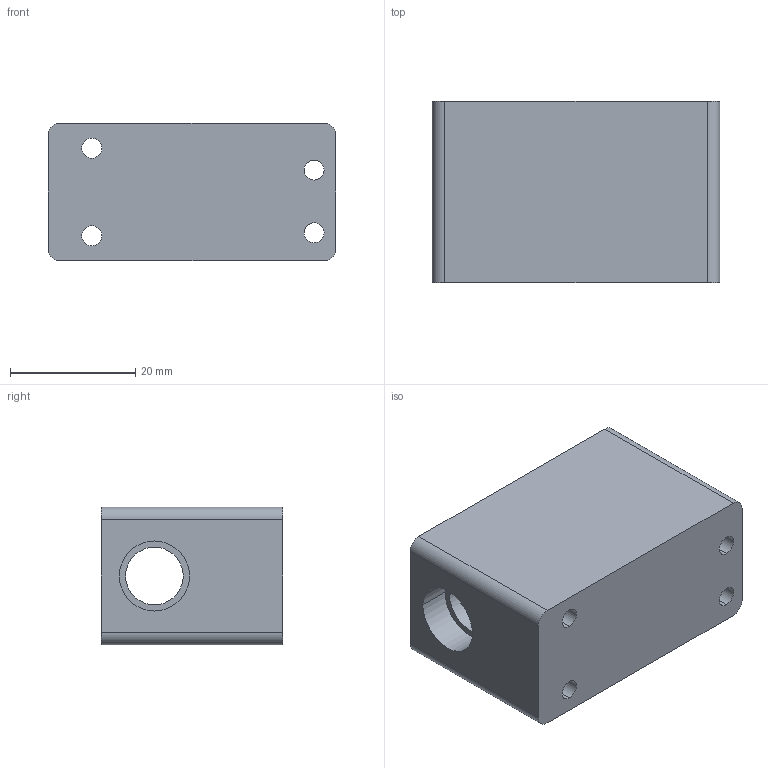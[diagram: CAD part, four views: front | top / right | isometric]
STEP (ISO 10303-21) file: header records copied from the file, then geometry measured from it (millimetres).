
FILE_DESCRIPTION (( 'STEP AP214' ), '1' );
FILE_NAME ('drum knee mount v2.STEP', '2024-05-09T04:26:16', ( '' ), ( '' ), 'SwSTEP 2.0', 'SolidWorks 2023', '' );
FILE_SCHEMA (( 'AUTOMOTIVE_DESIGN' ));
Length unit declared in the file: millimetre
Products named in the file (1): drum knee mount v2
Bounding box: 46 x 29 x 22 mm (x, y, z)
Volume: 21306.9 mm3; surface area: 9037.5 mm2
Topology: 1 solids, 1 shells, 35 faces, 89 edges, 58 vertices
Faces by surface type: cylinder 24, plane 9, cone 2
Entity records: 1282 total; most frequent: CARTESIAN_POINT 351, DIRECTION 199, ORIENTED_EDGE 178, EDGE_CURVE 89, AXIS2_PLACEMENT_3D 80, VERTEX_POINT 58, EDGE_LOOP 51, CIRCLE 44
